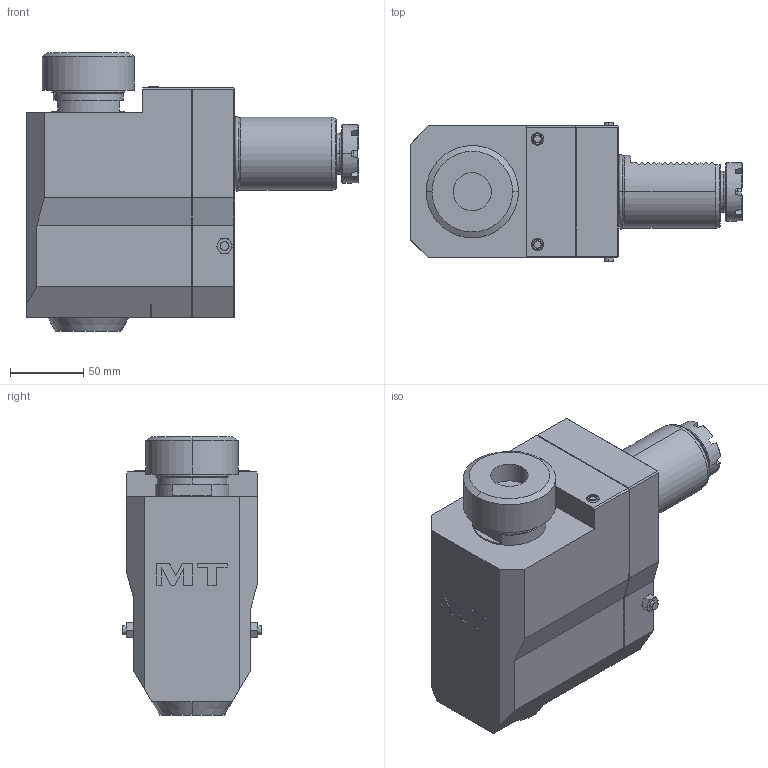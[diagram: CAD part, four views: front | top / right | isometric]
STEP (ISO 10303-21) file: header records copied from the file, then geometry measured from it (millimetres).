
FILE_DESCRIPTION((''),'2;1');
FILE_NAME('181BAR_R40_50C00_CONF','2024-12-10T08:43:11',('fpalella'),('M.T. srl'),'CREO PARAMETRIC BY PTC INC, 2023352','CREO PARAMETRIC BY PTC INC, 2023352','');
FILE_SCHEMA(('CONFIG_CONTROL_DESIGN'));
Length unit declared in the file: millimetre
Products named in the file (1): 181BAR_R40_50C00_CONF
Bounding box: 226.5 x 95 x 189.86 mm (x, y, z)
Volume: 1984398.9 mm3; surface area: 117852.6 mm2
Topology: 1 solids, 1 shells, 340 faces, 845 edges, 527 vertices
Faces by surface type: plane 217, cone 63, cylinder 49, torus 7, sphere 2, extrusion 2
Entity records: 10876 total; most frequent: CARTESIAN_POINT 3042, ORIENTED_EDGE 1686, DIRECTION 1509, EDGE_CURVE 843, AXIS2_PLACEMENT_3D 535, VERTEX_POINT 527, VECTOR 439, LINE 437
